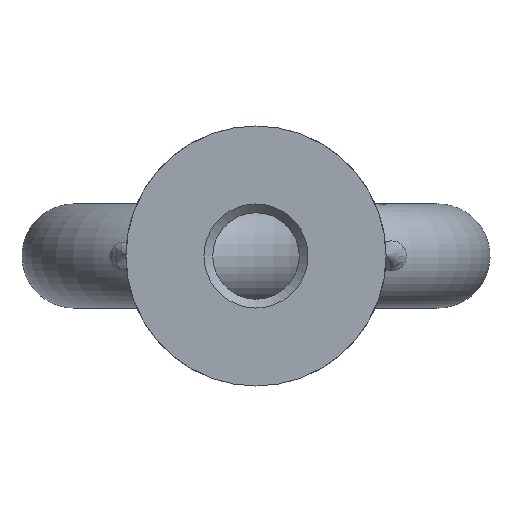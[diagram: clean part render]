
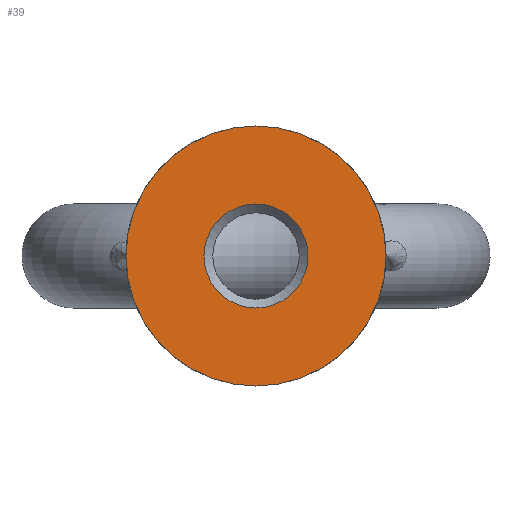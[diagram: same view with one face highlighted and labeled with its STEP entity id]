
A CAD part, front view. The second image highlights one B-rep face of the part: STEP entity #39.
In plain terms, the highlighted planar face has unit normal (0, -1, 0).
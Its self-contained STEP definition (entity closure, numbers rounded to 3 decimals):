
#39 = ADVANCED_FACE( '', ( #82, #83 ), #84, .F. );
#82 = FACE_BOUND( '', #130, .T. );
#83 = FACE_OUTER_BOUND( '', #131, .T. );
#84 = PLANE( '', #132 );
#130 = EDGE_LOOP( '', ( #243 ) );
#131 = EDGE_LOOP( '', ( #244 ) );
#132 = AXIS2_PLACEMENT_3D( '', #245, #246, #247 );
#243 = ORIENTED_EDGE( '', *, *, #316, .F. );
#244 = ORIENTED_EDGE( '', *, *, #317, .T. );
#245 = CARTESIAN_POINT( '', ( 10., 0., 0. ) );
#246 = DIRECTION( '', ( 0., 1., 0. ) );
#247 = DIRECTION( '', ( 0., 0., 1. ) );
#316 = EDGE_CURVE( '', #358, #358, #359, .T. );
#317 = EDGE_CURVE( '', #360, #360, #361, .T. );
#358 = VERTEX_POINT( '', #569 );
#359 = CIRCLE( '', #570, 4. );
#360 = VERTEX_POINT( '', #571 );
#361 = CIRCLE( '', #572, 10. );
#569 = CARTESIAN_POINT( '', ( 0., 0., -4. ) );
#570 = AXIS2_PLACEMENT_3D( '', #659, #660, #661 );
#571 = CARTESIAN_POINT( '', ( 0., 0., -10. ) );
#572 = AXIS2_PLACEMENT_3D( '', #662, #663, #664 );
#659 = CARTESIAN_POINT( '', ( 0., 0., 0. ) );
#660 = DIRECTION( '', ( 0., -1., 0. ) );
#661 = DIRECTION( '', ( 0., 0., -1. ) );
#662 = CARTESIAN_POINT( '', ( 0., 0., 0. ) );
#663 = DIRECTION( '', ( 0., -1., 0. ) );
#664 = DIRECTION( '', ( 0., 0., -1. ) );
